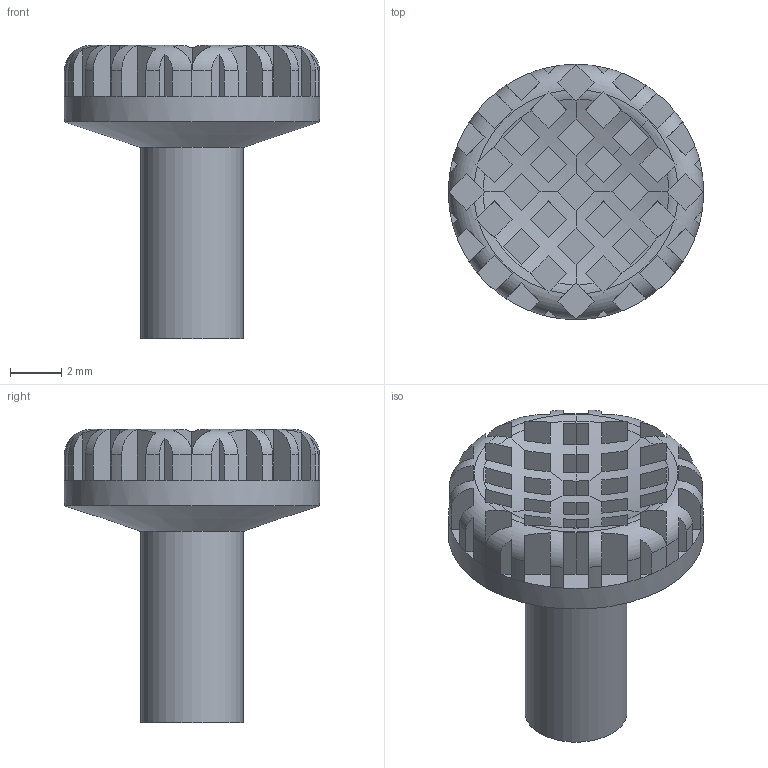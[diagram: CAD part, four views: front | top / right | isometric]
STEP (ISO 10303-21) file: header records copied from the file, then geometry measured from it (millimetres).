
FILE_DESCRIPTION(('FreeCAD Model'),'2;1');
FILE_NAME('Open CASCADE Shape Model','2023-12-22T12:26:25',(''),(''), 'Open CASCADE STEP processor 7.7','FreeCAD','Unknown');
FILE_SCHEMA(('AUTOMOTIVE_DESIGN { 1 0 10303 214 1 1 1 1 }'));
Length unit declared in the file: millimetre
Products named in the file (2): Part; Body
Assembly tree (1 placements, depth 2):
  Part
    Body
Bounding box: 10 x 10 x 11.5 mm (x, y, z)
Volume: 262 mm3; surface area: 598.2 mm2
Topology: 1 solids, 1 shells, 277 faces, 724 edges, 456 vertices
Faces by surface type: plane 227, cylinder 26, torus 18, sphere 5, cone 1
Full cylindrical faces by diameter (mm): 4 x1, 10 x1
Entity records: 26831 total; most frequent: CARTESIAN_POINT 12927, DIRECTION 2431, ORIENTED_EDGE 1456, PCURVE 1448, DEFINITIONAL_REPRESENTATION 1448, LINE 1366, VECTOR 1366, EDGE_CURVE 724
